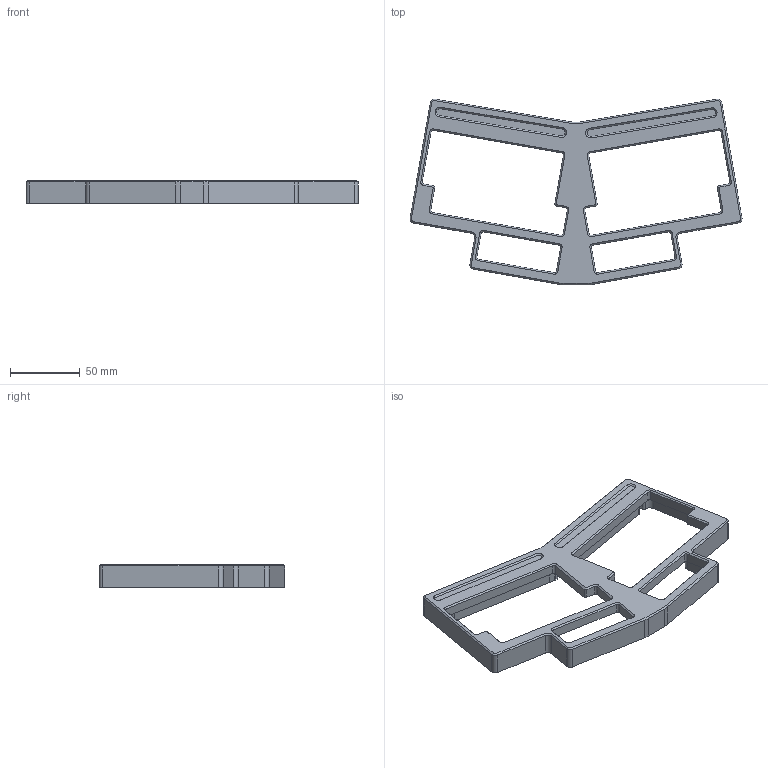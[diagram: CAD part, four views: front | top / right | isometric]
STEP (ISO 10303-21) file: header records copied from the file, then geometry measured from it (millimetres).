
FILE_DESCRIPTION(/* description */ (''),/* implementation_level */ '2;1');
FILE_NAME(/* name */ 'AlphaStagTopCase.step',/* time_stamp */ '2023-01-18T16:11:57-08:00',/* author */ (''),/* organization */ (''),/* preprocessor_version */ 'ST-DEVELOPER v19.2',/* originating_system */ 'Autodesk Translation Framework v11.17.0.187',/* authorisation */ '');
FILE_SCHEMA (('AUTOMOTIVE_DESIGN { 1 0 10303 214 3 1 1 }'));
Products named in the file (1): AlphaStag
Bounding box: 237.5 x 132.85 x 16.4 mm (x, y, z)
Volume: 134316.1 mm3; surface area: 45553.5 mm2
Topology: 1 solids, 1 shells, 619 faces, 1750 edges, 1136 vertices
Faces by surface type: cylinder 436, plane 111, cone 50, bspline 22
Full cylindrical faces by diameter (mm): 2.075 x80, 2.58 x53
Entity records: 41445 total; most frequent: CARTESIAN_POINT 26813, ORIENTED_EDGE 3478, DIRECTION 2406, EDGE_CURVE 1739, VERTEX_POINT 1136, AXIS2_PLACEMENT_3D 846, B_SPLINE_CURVE_WITH_KNOTS 777, LINE 714
